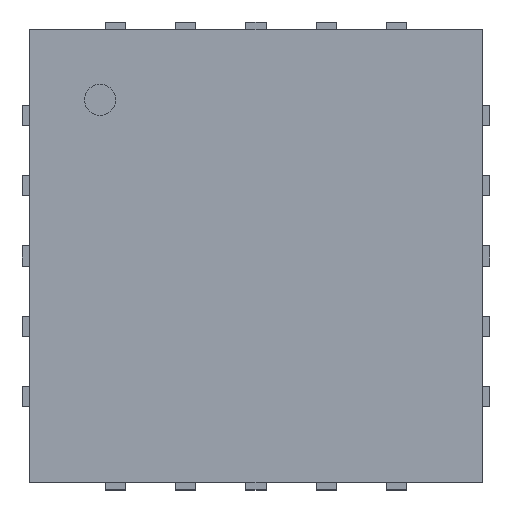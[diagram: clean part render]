
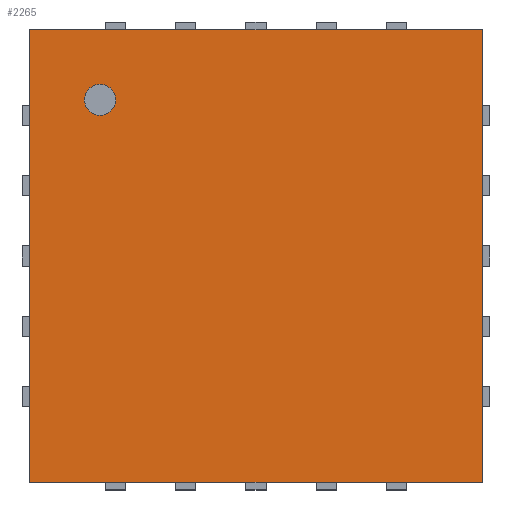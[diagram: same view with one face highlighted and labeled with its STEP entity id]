
A CAD part, top view. The second image highlights one B-rep face of the part: STEP entity #2265.
In plain terms, the highlighted planar face has unit normal (0, 0, 1).
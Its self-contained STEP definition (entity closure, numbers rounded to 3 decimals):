
#13=DIRECTION('',(0.,0.,1.));
#27=VECTOR('',#28,1.);
#28=DIRECTION('',(0.,-1.,0.));
#79=DIRECTION('',(1.,0.,0.));
#126=VECTOR('',#79,1.);
#649=ORIENTED_EDGE('',*,*,#650,.F.);
#650=EDGE_CURVE('',#651,#653,#655,.T.);
#651=VERTEX_POINT('',#652);
#652=CARTESIAN_POINT('',(-1.45,1.45,0.6));
#653=VERTEX_POINT('',#654);
#654=CARTESIAN_POINT('',(1.45,1.45,0.6));
#655=LINE('',#652,#126);
#677=DIRECTION('',(0.,0.,-1.));
#757=ORIENTED_EDGE('',*,*,#758,.T.);
#758=EDGE_CURVE('',#651,#759,#761,.T.);
#759=VERTEX_POINT('',#760);
#760=CARTESIAN_POINT('',(-1.45,-1.45,0.6));
#761=LINE('',#652,#27);
#1482=EDGE_CURVE('',#653,#1483,#1485,.T.);
#1483=VERTEX_POINT('',#1484);
#1484=CARTESIAN_POINT('',(1.45,-1.45,0.6));
#1485=LINE('',#654,#27);
#1576=EDGE_CURVE('',#759,#1483,#1577,.T.);
#1577=LINE('',#760,#126);
#2265=ADVANCED_FACE('',(#2266,#2270),#2279,.T.);
#2266=FACE_BOUND('',#2267,.T.);
#2267=EDGE_LOOP('',(#649,#757,#2268,#2269));
#2268=ORIENTED_EDGE('',*,*,#1576,.T.);
#2269=ORIENTED_EDGE('',*,*,#1482,.F.);
#2270=FACE_BOUND('',#2271,.T.);
#2271=EDGE_LOOP('',(#2272));
#2272=ORIENTED_EDGE('',*,*,#2273,.T.);
#2273=EDGE_CURVE('',#2274,#2274,#2276,.T.);
#2274=VERTEX_POINT('',#2275);
#2275=CARTESIAN_POINT('',(-1.,0.9,0.6));
#2276=CIRCLE('',#2277,0.1);
#2277=AXIS2_PLACEMENT_3D('',#2278,#677,#28);
#2278=CARTESIAN_POINT('',(-1.,1.,0.6));
#2279=PLANE('',#2280);
#2280=AXIS2_PLACEMENT_3D('',#652,#13,#28);
